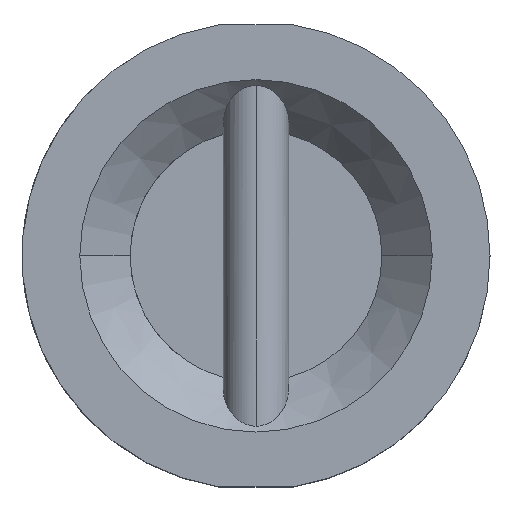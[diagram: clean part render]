
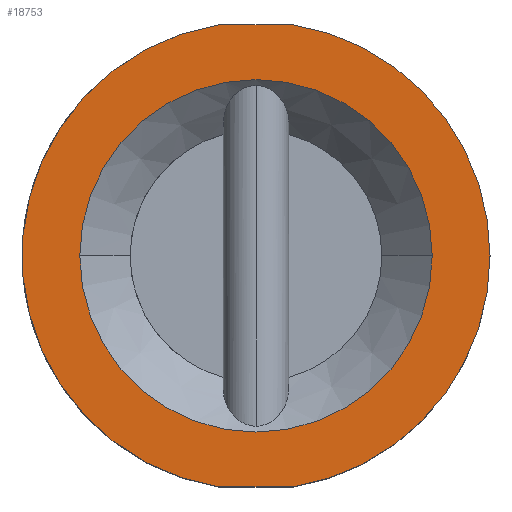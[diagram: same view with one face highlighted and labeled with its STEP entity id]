
A CAD part, top view. The second image highlights one B-rep face of the part: STEP entity #18753.
In plain terms, the highlighted planar face has unit normal (0, 0, 1).
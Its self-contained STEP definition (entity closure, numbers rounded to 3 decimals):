
#128 = CARTESIAN_POINT ( 'NONE',  ( 79., 0., 0. ) ) ;
#548 = DIRECTION ( 'NONE',  ( 1., 0., 0. ) ) ;
#549 = DIRECTION ( 'NONE',  ( 0., 0., 1. ) ) ;
#550 = CARTESIAN_POINT ( 'NONE',  ( 0., 0., 0. ) ) ;
#551 = AXIS2_PLACEMENT_3D ( 'NONE', #550, #549, #548 ) ;
#552 = CIRCLE ( 'NONE', #551, 79. ) ;
#553 = CARTESIAN_POINT ( 'NONE',  ( 12.53, -78., 0. ) ) ;
#4229 = DIRECTION ( 'NONE',  ( 1., 0., 0. ) ) ;
#4230 = DIRECTION ( 'NONE',  ( 0., 0., 1. ) ) ;
#4231 = CARTESIAN_POINT ( 'NONE',  ( 0., 0., 0. ) ) ;
#4232 = AXIS2_PLACEMENT_3D ( 'NONE', #4231, #4230, #4229 ) ;
#4233 = CIRCLE ( 'NONE', #4232, 79. ) ;
#4234 = CARTESIAN_POINT ( 'NONE',  ( 12.53, 78., 0. ) ) ;
#4372 = CARTESIAN_POINT ( 'NONE',  ( -12.53, -78., 0. ) ) ;
#4373 = CARTESIAN_POINT ( 'NONE',  ( -12.53, 78., 0. ) ) ;
#4374 = DIRECTION ( 'NONE',  ( 1., 0., 0. ) ) ;
#4375 = DIRECTION ( 'NONE',  ( 0., 0., 1. ) ) ;
#4376 = CARTESIAN_POINT ( 'NONE',  ( 0., 0., 0. ) ) ;
#4377 = AXIS2_PLACEMENT_3D ( 'NONE', #4376, #4375, #4374 ) ;
#4378 = CIRCLE ( 'NONE', #4377, 79. ) ;
#4379 = DIRECTION ( 'NONE',  ( -1., 0., 0. ) ) ;
#4380 = DIRECTION ( 'NONE',  ( 0., 0., -1. ) ) ;
#4381 = CARTESIAN_POINT ( 'NONE',  ( -59.5, 0., 0. ) ) ;
#4382 = AXIS2_PLACEMENT_3D ( 'NONE', #4381, #4380, #4379 ) ;
#4383 = PLANE ( 'NONE',  #4382 ) ;
#4384 = FACE_BOUND ( 'NONE', #18820, .T. ) ;
#4385 = FACE_OUTER_BOUND ( 'NONE', #18754, .T. ) ;
#4386 = DIRECTION ( 'NONE',  ( 1., 0., 0. ) ) ;
#4387 = DIRECTION ( 'NONE',  ( 0., 0., 1. ) ) ;
#4388 = CARTESIAN_POINT ( 'NONE',  ( 0., 0., 0. ) ) ;
#4389 = AXIS2_PLACEMENT_3D ( 'NONE', #4388, #4387, #4386 ) ;
#4390 = CIRCLE ( 'NONE', #4389, 59.5 ) ;
#4423 = DIRECTION ( 'NONE',  ( -1., 0., 0. ) ) ;
#4424 = VECTOR ( 'NONE', #4423, 1000. ) ;
#4425 = CARTESIAN_POINT ( 'NONE',  ( -12.53, -78., 0. ) ) ;
#4426 = LINE ( 'NONE', #4425, #4424 ) ;
#4559 = DIRECTION ( 'NONE',  ( 1., 0., 0. ) ) ;
#4560 = VECTOR ( 'NONE', #4559, 1000. ) ;
#4561 = CARTESIAN_POINT ( 'NONE',  ( -12.53, 78., 0. ) ) ;
#4568 = LINE ( 'NONE', #4561, #4560 ) ;
#7557 = DIRECTION ( 'NONE',  ( 1., 0., 0. ) ) ;
#7558 = DIRECTION ( 'NONE',  ( 0., 0., 1. ) ) ;
#7559 = CARTESIAN_POINT ( 'NONE',  ( 0., 0., 0. ) ) ;
#7560 = AXIS2_PLACEMENT_3D ( 'NONE', #7559, #7558, #7557 ) ;
#7561 = CIRCLE ( 'NONE', #7560, 59.5 ) ;
#7589 = CARTESIAN_POINT ( 'NONE',  ( -59.5, 0., 0. ) ) ;
#7857 = CARTESIAN_POINT ( 'NONE',  ( 59.5, 0., 0. ) ) ;
#17446 = VERTEX_POINT ( 'NONE', #128 ) ;
#17612 = VERTEX_POINT ( 'NONE', #553 ) ;
#17614 = EDGE_CURVE ( 'NONE', #17612, #17446, #552, .T. ) ;
#18670 = VERTEX_POINT ( 'NONE', #4234 ) ;
#18672 = EDGE_CURVE ( 'NONE', #17446, #18670, #4233, .T. ) ;
#18752 = EDGE_CURVE ( 'NONE', #20052, #19981, #4390, .T. ) ;
#18753 = ADVANCED_FACE ( 'NONE', ( #4385, #4384 ), #4383, .F. ) ;
#18754 = EDGE_LOOP ( 'NONE', ( #18755, #18759, #18761, #18763, #18818 ) ) ;
#18755 = ORIENTED_EDGE ( 'NONE', *, *, #18756, .T. ) ;
#18756 = EDGE_CURVE ( 'NONE', #18757, #18758, #4378, .T. ) ;
#18757 = VERTEX_POINT ( 'NONE', #4373 ) ;
#18758 = VERTEX_POINT ( 'NONE', #4372 ) ;
#18759 = ORIENTED_EDGE ( 'NONE', *, *, #18760, .F. ) ;
#18760 = EDGE_CURVE ( 'NONE', #17612, #18758, #4426, .T. ) ;
#18761 = ORIENTED_EDGE ( 'NONE', *, *, #17614, .T. ) ;
#18763 = ORIENTED_EDGE ( 'NONE', *, *, #18672, .T. ) ;
#18818 = ORIENTED_EDGE ( 'NONE', *, *, #18819, .F. ) ;
#18819 = EDGE_CURVE ( 'NONE', #18757, #18670, #4568, .T. ) ;
#18820 = EDGE_LOOP ( 'NONE', ( #18821, #18822 ) ) ;
#18821 = ORIENTED_EDGE ( 'NONE', *, *, #18752, .F. ) ;
#18822 = ORIENTED_EDGE ( 'NONE', *, *, #19967, .F. ) ;
#19967 = EDGE_CURVE ( 'NONE', #19981, #20052, #7561, .T. ) ;
#19981 = VERTEX_POINT ( 'NONE', #7589 ) ;
#20052 = VERTEX_POINT ( 'NONE', #7857 ) ;
